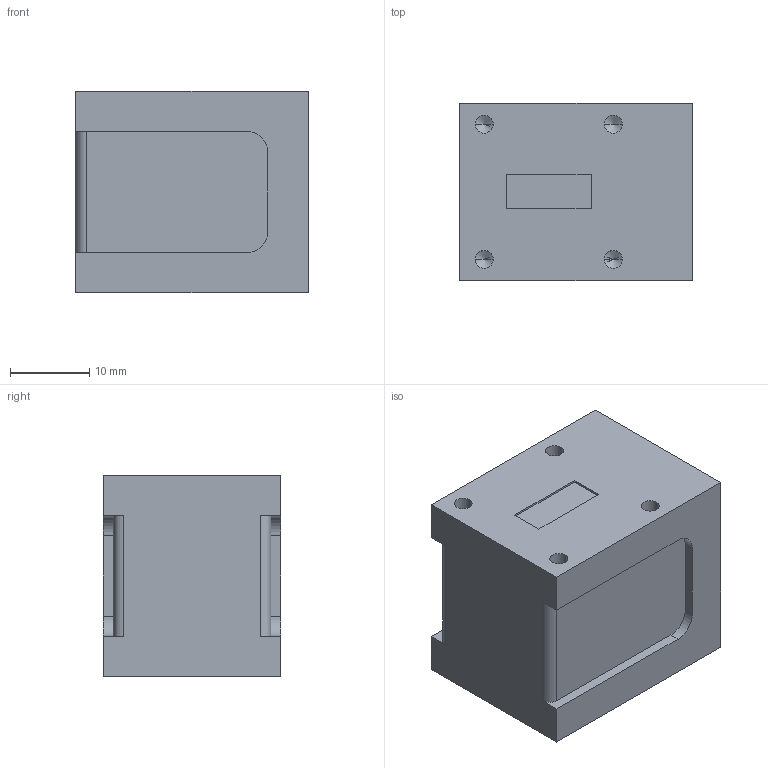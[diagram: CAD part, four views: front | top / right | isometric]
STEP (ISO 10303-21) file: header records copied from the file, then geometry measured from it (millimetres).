
FILE_DESCRIPTION (( 'STEP AP203' ), '1' );
FILE_NAME ('SNW-2232730318-42-CI.STEP', '2019-03-27T23:11:46', ( '' ), ( '' ), 'SwSTEP 2.0', 'SolidWorks 2016', '' );
FILE_SCHEMA (( 'CONFIG_CONTROL_DESIGN' ));
Length unit declared in the file: inch
Products named in the file (1): SNW-2232730318-42-CI
Bounding box: 29.21 x 22.35 x 25.4 mm (x, y, z)
Volume: 15404.4 mm3; surface area: 4404.2 mm2
Topology: 1 solids, 1 shells, 83 faces, 210 edges, 120 vertices
Faces by surface type: cylinder 30, plane 29, cone 24
Entity records: 2383 total; most frequent: DIRECTION 414, CARTESIAN_POINT 390, ORIENTED_EDGE 372, EDGE_CURVE 186, AXIS2_PLACEMENT_3D 144, VECTOR 126, LINE 126, VERTEX_POINT 120
